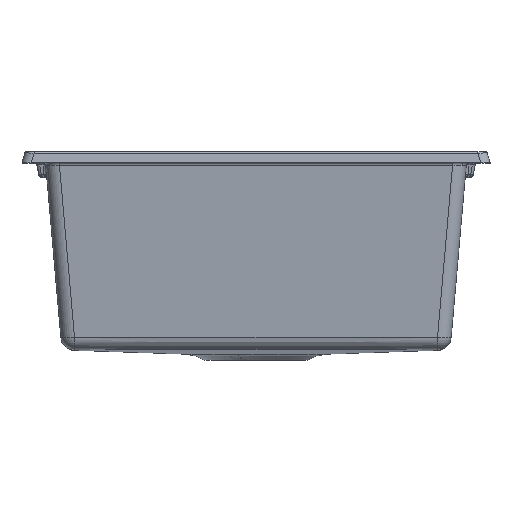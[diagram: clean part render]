
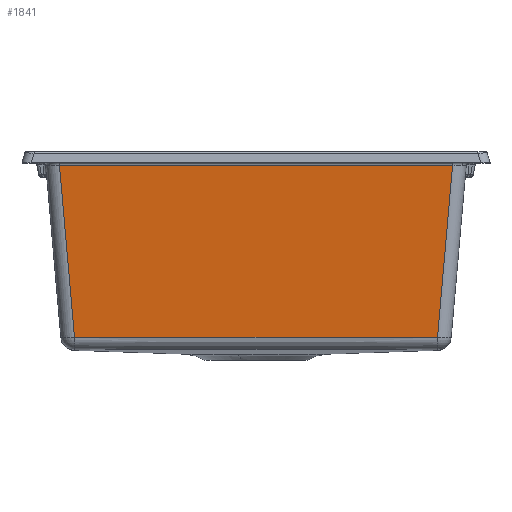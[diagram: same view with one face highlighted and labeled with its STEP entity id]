
A CAD part, top view. The second image highlights one B-rep face of the part: STEP entity #1841.
In plain terms, the highlighted planar face has unit normal (0, -0.087, 0.996).
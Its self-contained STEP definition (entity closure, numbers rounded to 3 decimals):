
#235 = VERTEX_POINT ( 'NONE', #854 ) ;
#239 = ORIENTED_EDGE ( 'NONE', *, *, #11062, .T. ) ;
#396 = LINE ( 'NONE', #10018, #10748 ) ;
#755 = VERTEX_POINT ( 'NONE', #9502 ) ;
#854 = CARTESIAN_POINT ( 'NONE',  ( 197.895, -202.311, 212.838 ) ) ;
#1080 = LINE ( 'NONE', #3801, #5900 ) ;
#1351 = EDGE_CURVE ( 'NONE', #4387, #235, #5480, .T. ) ;
#1826 = CARTESIAN_POINT ( 'NONE',  ( -131.93, -202.371, 212.833 ) ) ;
#1841 = ADVANCED_FACE ( 'NONE', ( #2703 ), #11627, .T. ) ;
#1944 = AXIS2_PLACEMENT_3D ( 'NONE', #9793, #2458, #5314 ) ;
#2264 = EDGE_CURVE ( 'NONE', #8619, #755, #9979, .T. ) ;
#2458 = DIRECTION ( 'NONE',  ( 0., -0.087, 0.996 ) ) ;
#2615 = CARTESIAN_POINT ( 'NONE',  ( 131.93, -202.371, 212.833 ) ) ;
#2677 = DIRECTION ( 'NONE',  ( 0.087, -0.992, -0.087 ) ) ;
#2703 = FACE_OUTER_BOUND ( 'NONE', #8828, .T. ) ;
#2731 = CARTESIAN_POINT ( 'NONE',  ( -65.965, -202.422, 212.829 ) ) ;
#3801 = CARTESIAN_POINT ( 'NONE',  ( 212.232, -38.443, 227.175 ) ) ;
#4366 = CARTESIAN_POINT ( 'NONE',  ( -214.545, -14.739, 229.249 ) ) ;
#4387 = VERTEX_POINT ( 'NONE', #9563 ) ;
#4533 = ORIENTED_EDGE ( 'NONE', *, *, #1351, .T. ) ;
#4717 = DIRECTION ( 'NONE',  ( 0.087, 0.992, 0.087 ) ) ;
#5314 = DIRECTION ( 'NONE',  ( 0., -0.996, -0.087 ) ) ;
#5480 = B_SPLINE_CURVE_WITH_KNOTS ( 'NONE', 3,
 ( #9045, #1826, #2731, #10959, #2615, #9129 ),
 .UNSPECIFIED., .F., .F.,
 ( 4, 2, 4 ),
 ( 0., 0.198, 0.396 ),
 .UNSPECIFIED. ) ;
#5849 = ORIENTED_EDGE ( 'NONE', *, *, #2264, .T. ) ;
#5900 = VECTOR ( 'NONE', #4717, 1000. ) ;
#6856 = ORIENTED_EDGE ( 'NONE', *, *, #9898, .T. ) ;
#7849 = DIRECTION ( 'NONE',  ( -1., 0., 0. ) ) ;
#8135 = VECTOR ( 'NONE', #7849, 1000. ) ;
#8619 = VERTEX_POINT ( 'NONE', #8673 ) ;
#8673 = CARTESIAN_POINT ( 'NONE',  ( 214.306, -14.739, 229.249 ) ) ;
#8828 = EDGE_LOOP ( 'NONE', ( #239, #5849, #6856, #4533 ) ) ;
#9045 = CARTESIAN_POINT ( 'NONE',  ( -197.895, -202.311, 212.838 ) ) ;
#9129 = CARTESIAN_POINT ( 'NONE',  ( 197.895, -202.311, 212.838 ) ) ;
#9502 = CARTESIAN_POINT ( 'NONE',  ( -214.306, -14.739, 229.249 ) ) ;
#9563 = CARTESIAN_POINT ( 'NONE',  ( -197.895, -202.311, 212.838 ) ) ;
#9793 = CARTESIAN_POINT ( 'NONE',  ( -220.5, -0.872, 230.462 ) ) ;
#9898 = EDGE_CURVE ( 'NONE', #755, #4387, #396, .T. ) ;
#9979 = LINE ( 'NONE', #4366, #8135 ) ;
#10018 = CARTESIAN_POINT ( 'NONE',  ( -215.557, -0.442, 230.499 ) ) ;
#10748 = VECTOR ( 'NONE', #2677, 1000. ) ;
#10959 = CARTESIAN_POINT ( 'NONE',  ( 65.965, -202.422, 212.829 ) ) ;
#11062 = EDGE_CURVE ( 'NONE', #235, #8619, #1080, .T. ) ;
#11627 = PLANE ( 'NONE',  #1944 ) ;
